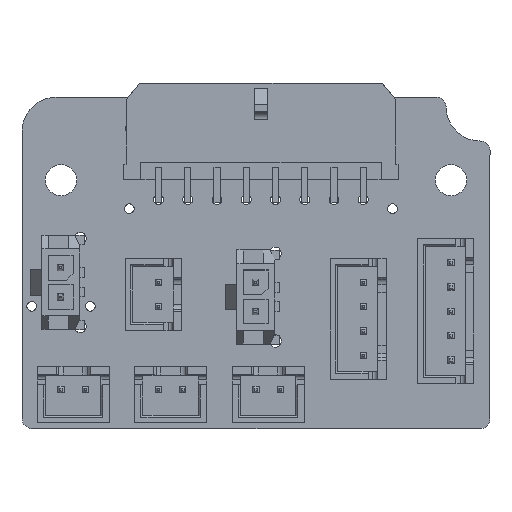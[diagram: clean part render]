
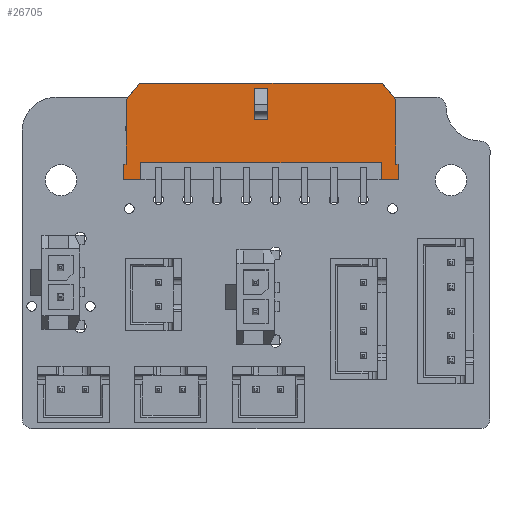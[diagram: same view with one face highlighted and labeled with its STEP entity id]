
A CAD part, top view. The second image highlights one B-rep face of the part: STEP entity #26705.
In plain terms, the highlighted face is planar.
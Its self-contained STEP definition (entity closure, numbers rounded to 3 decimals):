
#139 = VECTOR ( 'NONE', #15623, 1000. ) ;
#197 = ORIENTED_EDGE ( 'NONE', *, *, #35259, .T. ) ;
#343 = EDGE_CURVE ( 'NONE', #38889, #11692, #8286, .T. ) ;
#449 = ORIENTED_EDGE ( 'NONE', *, *, #5348, .T. ) ;
#681 = EDGE_CURVE ( 'NONE', #43544, #11692, #3869, .T. ) ;
#803 = CARTESIAN_POINT ( 'NONE',  ( 13.825, 3.43, 3.305 ) ) ;
#812 = VERTEX_POINT ( 'NONE', #38346 ) ;
#1862 = CARTESIAN_POINT ( 'NONE',  ( -13.825, 3.43, -4.955 ) ) ;
#2152 = EDGE_CURVE ( 'NONE', #45905, #17010, #21272, .T. ) ;
#2462 = EDGE_CURVE ( 'NONE', #35861, #37407, #21425, .T. ) ;
#2893 = ORIENTED_EDGE ( 'NONE', *, *, #12952, .T. ) ;
#2954 = ORIENTED_EDGE ( 'NONE', *, *, #44457, .T. ) ;
#3016 = LINE ( 'NONE', #19666, #9192 ) ;
#3869 = LINE ( 'NONE', #33099, #27565 ) ;
#3933 = CARTESIAN_POINT ( 'NONE',  ( -0.7, 3.43, 4.415 ) ) ;
#5130 = VERTEX_POINT ( 'NONE', #15524 ) ;
#5345 = ORIENTED_EDGE ( 'NONE', *, *, #681, .T. ) ;
#5348 = EDGE_CURVE ( 'NONE', #812, #43994, #47475, .T. ) ;
#5529 = CARTESIAN_POINT ( 'NONE',  ( -13.825, 3.43, -3.355 ) ) ;
#5751 = AXIS2_PLACEMENT_3D ( 'NONE', #32699, #40920, #28325 ) ;
#5767 = ORIENTED_EDGE ( 'NONE', *, *, #51712, .F. ) ;
#5824 = VECTOR ( 'NONE', #8941, 1000. ) ;
#7046 = DIRECTION ( 'NONE',  ( 0., 0., 1. ) ) ;
#7191 = CARTESIAN_POINT ( 'NONE',  ( 0.7, 3.43, 1.255 ) ) ;
#7374 = EDGE_CURVE ( 'NONE', #17612, #5130, #27005, .T. ) ;
#7923 = LINE ( 'NONE', #53092, #139 ) ;
#8174 = VECTOR ( 'NONE', #9248, 1000. ) ;
#8269 = DIRECTION ( 'NONE',  ( -1., 0., 0. ) ) ;
#8286 = LINE ( 'NONE', #3933, #28360 ) ;
#8351 = VECTOR ( 'NONE', #46260, 1000. ) ;
#8941 = DIRECTION ( 'NONE',  ( -1., 0., 0. ) ) ;
#9192 = VECTOR ( 'NONE', #36387, 1000. ) ;
#9248 = DIRECTION ( 'NONE',  ( 0.643, 0., 0.766 ) ) ;
#9992 = DIRECTION ( 'NONE',  ( -1., 0., 0. ) ) ;
#10529 = ORIENTED_EDGE ( 'NONE', *, *, #13594, .T. ) ;
#10828 = ORIENTED_EDGE ( 'NONE', *, *, #7374, .T. ) ;
#11077 = FACE_OUTER_BOUND ( 'NONE', #53816, .T. ) ;
#11692 = VERTEX_POINT ( 'NONE', #35493 ) ;
#11786 = CARTESIAN_POINT ( 'NONE',  ( -0.7, 3.43, 4.415 ) ) ;
#12076 = VECTOR ( 'NONE', #8269, 1000. ) ;
#12354 = LINE ( 'NONE', #28266, #12076 ) ;
#12850 = DIRECTION ( 'NONE',  ( 0., 0., 1. ) ) ;
#12952 = EDGE_CURVE ( 'NONE', #50369, #17612, #44306, .T. ) ;
#13041 = VECTOR ( 'NONE', #47799, 1000. ) ;
#13594 = EDGE_CURVE ( 'NONE', #51148, #50369, #41995, .T. ) ;
#14396 = PLANE ( 'NONE',  #5751 ) ;
#14427 = LINE ( 'NONE', #1862, #13041 ) ;
#15524 = CARTESIAN_POINT ( 'NONE',  ( -12.44, 3.43, 4.955 ) ) ;
#15623 = DIRECTION ( 'NONE',  ( 0., 0., -1. ) ) ;
#15997 = VECTOR ( 'NONE', #50801, 1000. ) ;
#16148 = ORIENTED_EDGE ( 'NONE', *, *, #52708, .T. ) ;
#16615 = CARTESIAN_POINT ( 'NONE',  ( -13.825, 3.43, -3.205 ) ) ;
#16767 = DIRECTION ( 'NONE',  ( 1., 0., 0. ) ) ;
#16938 = VERTEX_POINT ( 'NONE', #18588 ) ;
#17010 = VERTEX_POINT ( 'NONE', #23772 ) ;
#17427 = VECTOR ( 'NONE', #47858, 1000. ) ;
#17435 = EDGE_CURVE ( 'NONE', #30879, #37407, #7923, .T. ) ;
#17612 = VERTEX_POINT ( 'NONE', #45010 ) ;
#17734 = CARTESIAN_POINT ( 'NONE',  ( -12.325, 3.43, -4.955 ) ) ;
#18588 = CARTESIAN_POINT ( 'NONE',  ( -14.075, 3.43, -4.955 ) ) ;
#18595 = CARTESIAN_POINT ( 'NONE',  ( 13.825, 3.43, -3.355 ) ) ;
#19666 = CARTESIAN_POINT ( 'NONE',  ( -14.075, 3.43, -4.955 ) ) ;
#19766 = EDGE_CURVE ( 'NONE', #812, #35861, #38114, .T. ) ;
#21272 = LINE ( 'NONE', #17734, #15997 ) ;
#21388 = EDGE_CURVE ( 'NONE', #28686, #30879, #38920, .T. ) ;
#21421 = LINE ( 'NONE', #52224, #17427 ) ;
#21425 = LINE ( 'NONE', #43043, #23945 ) ;
#21525 = VECTOR ( 'NONE', #37744, 1000. ) ;
#22447 = CARTESIAN_POINT ( 'NONE',  ( 12.325, 3.43, -4.955 ) ) ;
#22702 = EDGE_CURVE ( 'NONE', #24062, #45905, #46431, .T. ) ;
#22793 = CARTESIAN_POINT ( 'NONE',  ( 14.075, 3.43, -3.355 ) ) ;
#23772 = CARTESIAN_POINT ( 'NONE',  ( -12.325, 3.43, -4.955 ) ) ;
#23945 = VECTOR ( 'NONE', #26331, 1000. ) ;
#24062 = VERTEX_POINT ( 'NONE', #26924 ) ;
#24338 = CARTESIAN_POINT ( 'NONE',  ( -13.825, 3.43, 1.255 ) ) ;
#25063 = CARTESIAN_POINT ( 'NONE',  ( -0.7, 3.43, 1.255 ) ) ;
#25210 = ORIENTED_EDGE ( 'NONE', *, *, #2462, .F. ) ;
#26331 = DIRECTION ( 'NONE',  ( -1., 0., 0. ) ) ;
#26539 = VECTOR ( 'NONE', #9992, 1000. ) ;
#26705 = ADVANCED_FACE ( 'NONE', ( #31888, #11077 ), #14396, .T. ) ;
#26924 = CARTESIAN_POINT ( 'NONE',  ( 12.325, 3.43, -3.205 ) ) ;
#27005 = LINE ( 'NONE', #34694, #8174 ) ;
#27565 = VECTOR ( 'NONE', #12850, 1000. ) ;
#27855 = CARTESIAN_POINT ( 'NONE',  ( -13.825, 3.43, 0. ) ) ;
#28266 = CARTESIAN_POINT ( 'NONE',  ( -13.825, 3.43, 4.955 ) ) ;
#28325 = DIRECTION ( 'NONE',  ( 0., 0., 1. ) ) ;
#28360 = VECTOR ( 'NONE', #16767, 1000. ) ;
#28686 = VERTEX_POINT ( 'NONE', #38260 ) ;
#29291 = EDGE_CURVE ( 'NONE', #28686, #5130, #12354, .T. ) ;
#30879 = VERTEX_POINT ( 'NONE', #803 ) ;
#31888 = FACE_BOUND ( 'NONE', #32825, .T. ) ;
#32208 = ORIENTED_EDGE ( 'NONE', *, *, #2152, .T. ) ;
#32699 = CARTESIAN_POINT ( 'NONE',  ( -13.825, 3.43, -4.955 ) ) ;
#32825 = EDGE_LOOP ( 'NONE', ( #39367, #34295, #16148, #5345 ) ) ;
#33099 = CARTESIAN_POINT ( 'NONE',  ( 0.7, 3.43, -4.955 ) ) ;
#33218 = CARTESIAN_POINT ( 'NONE',  ( -13.825, 3.43, -3.355 ) ) ;
#33502 = DIRECTION ( 'NONE',  ( 1., 0., 0. ) ) ;
#34232 = VECTOR ( 'NONE', #7046, 1000. ) ;
#34295 = ORIENTED_EDGE ( 'NONE', *, *, #38041, .T. ) ;
#34694 = CARTESIAN_POINT ( 'NONE',  ( -13.825, 3.43, 3.305 ) ) ;
#35127 = ORIENTED_EDGE ( 'NONE', *, *, #17435, .T. ) ;
#35259 = EDGE_CURVE ( 'NONE', #43994, #24062, #43262, .T. ) ;
#35378 = VECTOR ( 'NONE', #47627, 1000. ) ;
#35493 = CARTESIAN_POINT ( 'NONE',  ( 0.7, 3.43, 4.415 ) ) ;
#35861 = VERTEX_POINT ( 'NONE', #22793 ) ;
#36387 = DIRECTION ( 'NONE',  ( 0., 0., -1. ) ) ;
#37407 = VERTEX_POINT ( 'NONE', #18595 ) ;
#37427 = ORIENTED_EDGE ( 'NONE', *, *, #22702, .T. ) ;
#37744 = DIRECTION ( 'NONE',  ( 1., 0., 0. ) ) ;
#38041 = EDGE_CURVE ( 'NONE', #38889, #39357, #21421, .T. ) ;
#38114 = LINE ( 'NONE', #43008, #52569 ) ;
#38260 = CARTESIAN_POINT ( 'NONE',  ( 12.44, 3.43, 4.955 ) ) ;
#38346 = CARTESIAN_POINT ( 'NONE',  ( 14.075, 3.43, -4.955 ) ) ;
#38374 = CARTESIAN_POINT ( 'NONE',  ( 12.44, 3.43, 4.955 ) ) ;
#38889 = VERTEX_POINT ( 'NONE', #11786 ) ;
#38920 = LINE ( 'NONE', #38374, #35378 ) ;
#38930 = DIRECTION ( 'NONE',  ( 0., 0., 1. ) ) ;
#39357 = VERTEX_POINT ( 'NONE', #25063 ) ;
#39367 = ORIENTED_EDGE ( 'NONE', *, *, #343, .F. ) ;
#40457 = VECTOR ( 'NONE', #33502, 1000. ) ;
#40920 = DIRECTION ( 'NONE',  ( 0., 1., 0. ) ) ;
#41494 = ORIENTED_EDGE ( 'NONE', *, *, #21388, .T. ) ;
#41679 = ORIENTED_EDGE ( 'NONE', *, *, #29291, .F. ) ;
#41995 = LINE ( 'NONE', #33218, #40457 ) ;
#42876 = ORIENTED_EDGE ( 'NONE', *, *, #19766, .F. ) ;
#43008 = CARTESIAN_POINT ( 'NONE',  ( 14.075, 3.43, -3.355 ) ) ;
#43043 = CARTESIAN_POINT ( 'NONE',  ( -13.825, 3.43, -3.355 ) ) ;
#43262 = LINE ( 'NONE', #22447, #8351 ) ;
#43544 = VERTEX_POINT ( 'NONE', #7191 ) ;
#43994 = VERTEX_POINT ( 'NONE', #46524 ) ;
#44306 = LINE ( 'NONE', #27855, #34232 ) ;
#44457 = EDGE_CURVE ( 'NONE', #17010, #16938, #14427, .T. ) ;
#45010 = CARTESIAN_POINT ( 'NONE',  ( -13.825, 3.43, 3.305 ) ) ;
#45405 = LINE ( 'NONE', #24338, #21525 ) ;
#45905 = VERTEX_POINT ( 'NONE', #52378 ) ;
#46260 = DIRECTION ( 'NONE',  ( 0., 0., 1. ) ) ;
#46431 = LINE ( 'NONE', #16615, #5824 ) ;
#46524 = CARTESIAN_POINT ( 'NONE',  ( 12.325, 3.43, -4.955 ) ) ;
#47475 = LINE ( 'NONE', #47749, #26539 ) ;
#47627 = DIRECTION ( 'NONE',  ( 0.643, 0., -0.766 ) ) ;
#47749 = CARTESIAN_POINT ( 'NONE',  ( -13.825, 3.43, -4.955 ) ) ;
#47799 = DIRECTION ( 'NONE',  ( -1., 0., 0. ) ) ;
#47858 = DIRECTION ( 'NONE',  ( 0., 0., -1. ) ) ;
#48798 = CARTESIAN_POINT ( 'NONE',  ( -14.075, 3.43, -3.355 ) ) ;
#50369 = VERTEX_POINT ( 'NONE', #5529 ) ;
#50801 = DIRECTION ( 'NONE',  ( 0., 0., -1. ) ) ;
#51148 = VERTEX_POINT ( 'NONE', #48798 ) ;
#51712 = EDGE_CURVE ( 'NONE', #51148, #16938, #3016, .T. ) ;
#52224 = CARTESIAN_POINT ( 'NONE',  ( -0.7, 3.43, -4.955 ) ) ;
#52378 = CARTESIAN_POINT ( 'NONE',  ( -12.325, 3.43, -3.205 ) ) ;
#52569 = VECTOR ( 'NONE', #38930, 1000. ) ;
#52708 = EDGE_CURVE ( 'NONE', #39357, #43544, #45405, .T. ) ;
#53092 = CARTESIAN_POINT ( 'NONE',  ( 13.825, 3.43, -4.955 ) ) ;
#53816 = EDGE_LOOP ( 'NONE', ( #37427, #32208, #2954, #5767, #10529, #2893, #10828, #41679, #41494, #35127, #25210, #42876, #449, #197 ) ) ;
